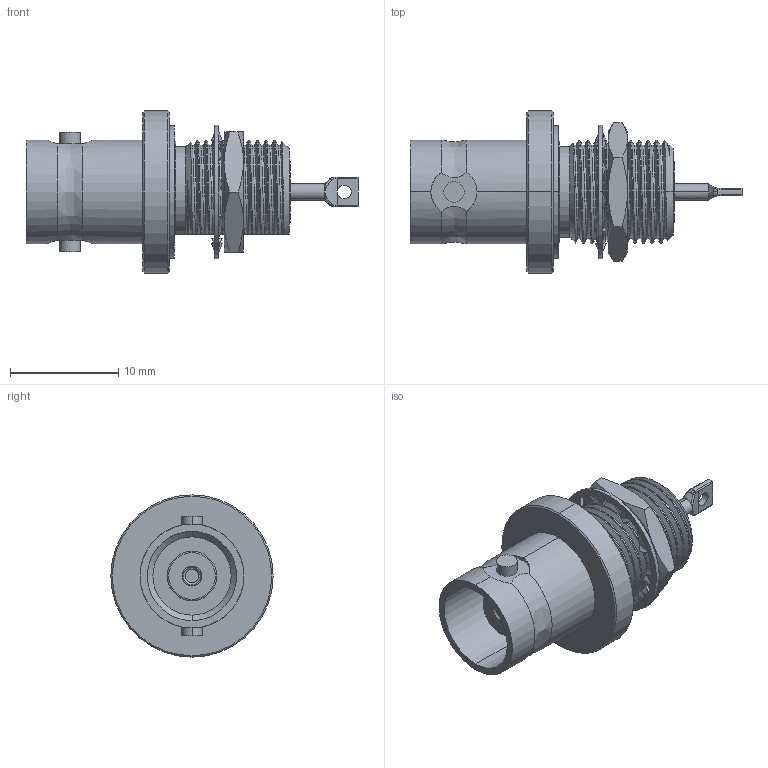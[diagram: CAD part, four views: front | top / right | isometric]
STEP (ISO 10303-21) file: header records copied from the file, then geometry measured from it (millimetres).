
FILE_DESCRIPTION (( 'STEP AP203' ), '1' );
FILE_NAME ('PE4077.step', '2018-09-05T15:11:46', ( '' ), ( '' ), 'SwSTEP 2.0', 'SolidWorks 2017', '' );
FILE_SCHEMA (( 'CONFIG_CONTROL_DESIGN' ));
Length unit declared in the file: inch
Products named in the file (1): PE4077
Bounding box: 30.7 x 15 x 15 mm (x, y, z)
Volume: 1552.1 mm3; surface area: 2190.3 mm2
Topology: 4 solids, 4 shells, 274 faces, 765 edges, 505 vertices
Faces by surface type: bspline 99, cylinder 86, plane 48, cone 36, torus 5
Entity records: 27449 total; most frequent: CARTESIAN_POINT 21267, ORIENTED_EDGE 1522, DIRECTION 970, EDGE_CURVE 761, VERTEX_POINT 505, AXIS2_PLACEMENT_3D 386, EDGE_LOOP 292, ADVANCED_FACE 274
